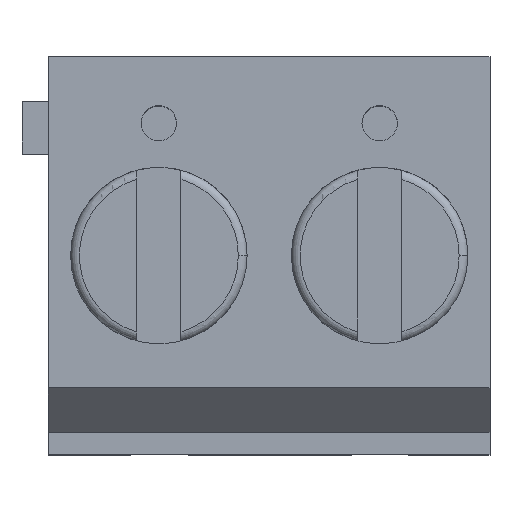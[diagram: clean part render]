
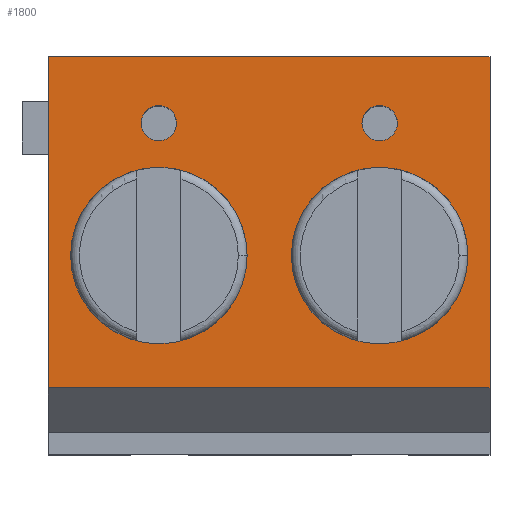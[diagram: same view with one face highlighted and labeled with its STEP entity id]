
A CAD part, top view. The second image highlights one B-rep face of the part: STEP entity #1800.
In plain terms, the highlighted planar face has unit normal (0, 0, 1).
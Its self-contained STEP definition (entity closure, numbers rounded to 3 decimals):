
#1493 = EDGE_CURVE('',#1494,#1496,#1498,.T.);
#1494 = VERTEX_POINT('',#1495);
#1495 = CARTESIAN_POINT('',(0.,1.5,12.6));
#1496 = VERTEX_POINT('',#1497);
#1497 = CARTESIAN_POINT('',(0.,9.,12.6));
#1498 = SURFACE_CURVE('',#1499,(#1503,#1515),.PCURVE_S1.);
#1499 = LINE('',#1500,#1501);
#1500 = CARTESIAN_POINT('',(0.,0.,12.6));
#1501 = VECTOR('',#1502,1.);
#1502 = DIRECTION('',(0.,1.,0.));
#1503 = PCURVE('',#1504,#1509);
#1504 = PLANE('',#1505);
#1505 = AXIS2_PLACEMENT_3D('',#1506,#1507,#1508);
#1506 = CARTESIAN_POINT('',(0.,0.,0.));
#1507 = DIRECTION('',(1.,0.,0.));
#1508 = DIRECTION('',(0.,0.,1.));
#1509 = DEFINITIONAL_REPRESENTATION('',(#1510),#1514);
#1510 = LINE('',#1511,#1512);
#1511 = CARTESIAN_POINT('',(12.6,0.));
#1512 = VECTOR('',#1513,1.);
#1513 = DIRECTION('',(0.,-1.));
#1514 = ( GEOMETRIC_REPRESENTATION_CONTEXT(2) 
PARAMETRIC_REPRESENTATION_CONTEXT() REPRESENTATION_CONTEXT('2D SPACE',''
  ) );
#1515 = PCURVE('',#1516,#1521);
#1516 = PLANE('',#1517);
#1517 = AXIS2_PLACEMENT_3D('',#1518,#1519,#1520);
#1518 = CARTESIAN_POINT('',(0.,0.,12.6));
#1519 = DIRECTION('',(0.,0.,1.));
#1520 = DIRECTION('',(1.,0.,0.));
#1521 = DEFINITIONAL_REPRESENTATION('',(#1522),#1526);
#1522 = LINE('',#1523,#1524);
#1523 = CARTESIAN_POINT('',(0.,0.));
#1524 = VECTOR('',#1525,1.);
#1525 = DIRECTION('',(0.,1.));
#1526 = ( GEOMETRIC_REPRESENTATION_CONTEXT(2) 
PARAMETRIC_REPRESENTATION_CONTEXT() REPRESENTATION_CONTEXT('2D SPACE',''
  ) );
#1544 = PLANE('',#1545);
#1545 = AXIS2_PLACEMENT_3D('',#1546,#1547,#1548);
#1546 = CARTESIAN_POINT('',(10.,1.,12.1));
#1547 = DIRECTION('',(0.,0.707,-0.707));
#1548 = DIRECTION('',(1.,0.,0.));
#1789 = PLANE('',#1790);
#1790 = AXIS2_PLACEMENT_3D('',#1791,#1792,#1793);
#1791 = CARTESIAN_POINT('',(0.,9.,0.));
#1792 = DIRECTION('',(0.,1.,0.));
#1793 = DIRECTION('',(0.,0.,1.));
#1800 = ADVANCED_FACE('',(#1801,#1876,#1907,#1938,#1969),#1516,.T.);
#1801 = FACE_BOUND('',#1802,.T.);
#1802 = EDGE_LOOP('',(#1803,#1804,#1827,#1855));
#1803 = ORIENTED_EDGE('',*,*,#1493,.F.);
#1804 = ORIENTED_EDGE('',*,*,#1805,.F.);
#1805 = EDGE_CURVE('',#1806,#1494,#1808,.T.);
#1806 = VERTEX_POINT('',#1807);
#1807 = CARTESIAN_POINT('',(10.,1.5,12.6));
#1808 = SURFACE_CURVE('',#1809,(#1813,#1820),.PCURVE_S1.);
#1809 = LINE('',#1810,#1811);
#1810 = CARTESIAN_POINT('',(10.,1.5,12.6));
#1811 = VECTOR('',#1812,1.);
#1812 = DIRECTION('',(-1.,0.,0.));
#1813 = PCURVE('',#1516,#1814);
#1814 = DEFINITIONAL_REPRESENTATION('',(#1815),#1819);
#1815 = LINE('',#1816,#1817);
#1816 = CARTESIAN_POINT('',(10.,1.5));
#1817 = VECTOR('',#1818,1.);
#1818 = DIRECTION('',(-1.,0.));
#1819 = ( GEOMETRIC_REPRESENTATION_CONTEXT(2) 
PARAMETRIC_REPRESENTATION_CONTEXT() REPRESENTATION_CONTEXT('2D SPACE',''
  ) );
#1820 = PCURVE('',#1544,#1821);
#1821 = DEFINITIONAL_REPRESENTATION('',(#1822),#1826);
#1822 = LINE('',#1823,#1824);
#1823 = CARTESIAN_POINT('',(-0.,-0.707));
#1824 = VECTOR('',#1825,1.);
#1825 = DIRECTION('',(-1.,0.));
#1826 = ( GEOMETRIC_REPRESENTATION_CONTEXT(2) 
PARAMETRIC_REPRESENTATION_CONTEXT() REPRESENTATION_CONTEXT('2D SPACE',''
  ) );
#1827 = ORIENTED_EDGE('',*,*,#1828,.T.);
#1828 = EDGE_CURVE('',#1806,#1829,#1831,.T.);
#1829 = VERTEX_POINT('',#1830);
#1830 = CARTESIAN_POINT('',(10.,9.,12.6));
#1831 = SURFACE_CURVE('',#1832,(#1836,#1843),.PCURVE_S1.);
#1832 = LINE('',#1833,#1834);
#1833 = CARTESIAN_POINT('',(10.,0.,12.6));
#1834 = VECTOR('',#1835,1.);
#1835 = DIRECTION('',(0.,1.,0.));
#1836 = PCURVE('',#1516,#1837);
#1837 = DEFINITIONAL_REPRESENTATION('',(#1838),#1842);
#1838 = LINE('',#1839,#1840);
#1839 = CARTESIAN_POINT('',(10.,0.));
#1840 = VECTOR('',#1841,1.);
#1841 = DIRECTION('',(0.,1.));
#1842 = ( GEOMETRIC_REPRESENTATION_CONTEXT(2) 
PARAMETRIC_REPRESENTATION_CONTEXT() REPRESENTATION_CONTEXT('2D SPACE',''
  ) );
#1843 = PCURVE('',#1844,#1849);
#1844 = PLANE('',#1845);
#1845 = AXIS2_PLACEMENT_3D('',#1846,#1847,#1848);
#1846 = CARTESIAN_POINT('',(10.,0.,0.));
#1847 = DIRECTION('',(1.,0.,0.));
#1848 = DIRECTION('',(0.,0.,1.));
#1849 = DEFINITIONAL_REPRESENTATION('',(#1850),#1854);
#1850 = LINE('',#1851,#1852);
#1851 = CARTESIAN_POINT('',(12.6,0.));
#1852 = VECTOR('',#1853,1.);
#1853 = DIRECTION('',(0.,-1.));
#1854 = ( GEOMETRIC_REPRESENTATION_CONTEXT(2) 
PARAMETRIC_REPRESENTATION_CONTEXT() REPRESENTATION_CONTEXT('2D SPACE',''
  ) );
#1855 = ORIENTED_EDGE('',*,*,#1856,.F.);
#1856 = EDGE_CURVE('',#1496,#1829,#1857,.T.);
#1857 = SURFACE_CURVE('',#1858,(#1862,#1869),.PCURVE_S1.);
#1858 = LINE('',#1859,#1860);
#1859 = CARTESIAN_POINT('',(0.,9.,12.6));
#1860 = VECTOR('',#1861,1.);
#1861 = DIRECTION('',(1.,0.,0.));
#1862 = PCURVE('',#1516,#1863);
#1863 = DEFINITIONAL_REPRESENTATION('',(#1864),#1868);
#1864 = LINE('',#1865,#1866);
#1865 = CARTESIAN_POINT('',(0.,9.));
#1866 = VECTOR('',#1867,1.);
#1867 = DIRECTION('',(1.,0.));
#1868 = ( GEOMETRIC_REPRESENTATION_CONTEXT(2) 
PARAMETRIC_REPRESENTATION_CONTEXT() REPRESENTATION_CONTEXT('2D SPACE',''
  ) );
#1869 = PCURVE('',#1789,#1870);
#1870 = DEFINITIONAL_REPRESENTATION('',(#1871),#1875);
#1871 = LINE('',#1872,#1873);
#1872 = CARTESIAN_POINT('',(12.6,0.));
#1873 = VECTOR('',#1874,1.);
#1874 = DIRECTION('',(0.,1.));
#1875 = ( GEOMETRIC_REPRESENTATION_CONTEXT(2) 
PARAMETRIC_REPRESENTATION_CONTEXT() REPRESENTATION_CONTEXT('2D SPACE',''
  ) );
#1876 = FACE_BOUND('',#1877,.T.);
#1877 = EDGE_LOOP('',(#1878));
#1878 = ORIENTED_EDGE('',*,*,#1879,.F.);
#1879 = EDGE_CURVE('',#1880,#1880,#1882,.T.);
#1880 = VERTEX_POINT('',#1881);
#1881 = CARTESIAN_POINT('',(2.9,7.5,12.6));
#1882 = SURFACE_CURVE('',#1883,(#1888,#1895),.PCURVE_S1.);
#1883 = CIRCLE('',#1884,0.4);
#1884 = AXIS2_PLACEMENT_3D('',#1885,#1886,#1887);
#1885 = CARTESIAN_POINT('',(2.5,7.5,12.6));
#1886 = DIRECTION('',(0.,0.,1.));
#1887 = DIRECTION('',(1.,0.,0.));
#1888 = PCURVE('',#1516,#1889);
#1889 = DEFINITIONAL_REPRESENTATION('',(#1890),#1894);
#1890 = CIRCLE('',#1891,0.4);
#1891 = AXIS2_PLACEMENT_2D('',#1892,#1893);
#1892 = CARTESIAN_POINT('',(2.5,7.5));
#1893 = DIRECTION('',(1.,0.));
#1894 = ( GEOMETRIC_REPRESENTATION_CONTEXT(2) 
PARAMETRIC_REPRESENTATION_CONTEXT() REPRESENTATION_CONTEXT('2D SPACE',''
  ) );
#1895 = PCURVE('',#1896,#1901);
#1896 = CYLINDRICAL_SURFACE('',#1897,0.4);
#1897 = AXIS2_PLACEMENT_3D('',#1898,#1899,#1900);
#1898 = CARTESIAN_POINT('',(2.5,7.5,3.));
#1899 = DIRECTION('',(0.,0.,1.));
#1900 = DIRECTION('',(1.,0.,0.));
#1901 = DEFINITIONAL_REPRESENTATION('',(#1902),#1906);
#1902 = LINE('',#1903,#1904);
#1903 = CARTESIAN_POINT('',(0.,9.6));
#1904 = VECTOR('',#1905,1.);
#1905 = DIRECTION('',(1.,0.));
#1906 = ( GEOMETRIC_REPRESENTATION_CONTEXT(2) 
PARAMETRIC_REPRESENTATION_CONTEXT() REPRESENTATION_CONTEXT('2D SPACE',''
  ) );
#1907 = FACE_BOUND('',#1908,.T.);
#1908 = EDGE_LOOP('',(#1909));
#1909 = ORIENTED_EDGE('',*,*,#1910,.F.);
#1910 = EDGE_CURVE('',#1911,#1911,#1913,.T.);
#1911 = VERTEX_POINT('',#1912);
#1912 = CARTESIAN_POINT('',(7.9,7.5,12.6));
#1913 = SURFACE_CURVE('',#1914,(#1919,#1926),.PCURVE_S1.);
#1914 = CIRCLE('',#1915,0.4);
#1915 = AXIS2_PLACEMENT_3D('',#1916,#1917,#1918);
#1916 = CARTESIAN_POINT('',(7.5,7.5,12.6));
#1917 = DIRECTION('',(0.,0.,1.));
#1918 = DIRECTION('',(1.,0.,0.));
#1919 = PCURVE('',#1516,#1920);
#1920 = DEFINITIONAL_REPRESENTATION('',(#1921),#1925);
#1921 = CIRCLE('',#1922,0.4);
#1922 = AXIS2_PLACEMENT_2D('',#1923,#1924);
#1923 = CARTESIAN_POINT('',(7.5,7.5));
#1924 = DIRECTION('',(1.,0.));
#1925 = ( GEOMETRIC_REPRESENTATION_CONTEXT(2) 
PARAMETRIC_REPRESENTATION_CONTEXT() REPRESENTATION_CONTEXT('2D SPACE',''
  ) );
#1926 = PCURVE('',#1927,#1932);
#1927 = CYLINDRICAL_SURFACE('',#1928,0.4);
#1928 = AXIS2_PLACEMENT_3D('',#1929,#1930,#1931);
#1929 = CARTESIAN_POINT('',(7.5,7.5,3.));
#1930 = DIRECTION('',(0.,0.,1.));
#1931 = DIRECTION('',(1.,0.,0.));
#1932 = DEFINITIONAL_REPRESENTATION('',(#1933),#1937);
#1933 = LINE('',#1934,#1935);
#1934 = CARTESIAN_POINT('',(0.,9.6));
#1935 = VECTOR('',#1936,1.);
#1936 = DIRECTION('',(1.,0.));
#1937 = ( GEOMETRIC_REPRESENTATION_CONTEXT(2) 
PARAMETRIC_REPRESENTATION_CONTEXT() REPRESENTATION_CONTEXT('2D SPACE',''
  ) );
#1938 = FACE_BOUND('',#1939,.T.);
#1939 = EDGE_LOOP('',(#1940));
#1940 = ORIENTED_EDGE('',*,*,#1941,.F.);
#1941 = EDGE_CURVE('',#1942,#1942,#1944,.T.);
#1942 = VERTEX_POINT('',#1943);
#1943 = CARTESIAN_POINT('',(4.5,4.5,12.6));
#1944 = SURFACE_CURVE('',#1945,(#1950,#1957),.PCURVE_S1.);
#1945 = CIRCLE('',#1946,2.);
#1946 = AXIS2_PLACEMENT_3D('',#1947,#1948,#1949);
#1947 = CARTESIAN_POINT('',(2.5,4.5,12.6));
#1948 = DIRECTION('',(0.,0.,1.));
#1949 = DIRECTION('',(1.,0.,0.));
#1950 = PCURVE('',#1516,#1951);
#1951 = DEFINITIONAL_REPRESENTATION('',(#1952),#1956);
#1952 = CIRCLE('',#1953,2.);
#1953 = AXIS2_PLACEMENT_2D('',#1954,#1955);
#1954 = CARTESIAN_POINT('',(2.5,4.5));
#1955 = DIRECTION('',(1.,0.));
#1956 = ( GEOMETRIC_REPRESENTATION_CONTEXT(2) 
PARAMETRIC_REPRESENTATION_CONTEXT() REPRESENTATION_CONTEXT('2D SPACE',''
  ) );
#1957 = PCURVE('',#1958,#1963);
#1958 = CYLINDRICAL_SURFACE('',#1959,2.);
#1959 = AXIS2_PLACEMENT_3D('',#1960,#1961,#1962);
#1960 = CARTESIAN_POINT('',(2.5,4.5,0.5));
#1961 = DIRECTION('',(0.,0.,1.));
#1962 = DIRECTION('',(1.,0.,0.));
#1963 = DEFINITIONAL_REPRESENTATION('',(#1964),#1968);
#1964 = LINE('',#1965,#1966);
#1965 = CARTESIAN_POINT('',(0.,12.1));
#1966 = VECTOR('',#1967,1.);
#1967 = DIRECTION('',(1.,0.));
#1968 = ( GEOMETRIC_REPRESENTATION_CONTEXT(2) 
PARAMETRIC_REPRESENTATION_CONTEXT() REPRESENTATION_CONTEXT('2D SPACE',''
  ) );
#1969 = FACE_BOUND('',#1970,.T.);
#1970 = EDGE_LOOP('',(#1971));
#1971 = ORIENTED_EDGE('',*,*,#1972,.F.);
#1972 = EDGE_CURVE('',#1973,#1973,#1975,.T.);
#1973 = VERTEX_POINT('',#1974);
#1974 = CARTESIAN_POINT('',(9.5,4.5,12.6));
#1975 = SURFACE_CURVE('',#1976,(#1981,#1988),.PCURVE_S1.);
#1976 = CIRCLE('',#1977,2.);
#1977 = AXIS2_PLACEMENT_3D('',#1978,#1979,#1980);
#1978 = CARTESIAN_POINT('',(7.5,4.5,12.6));
#1979 = DIRECTION('',(0.,0.,1.));
#1980 = DIRECTION('',(1.,0.,0.));
#1981 = PCURVE('',#1516,#1982);
#1982 = DEFINITIONAL_REPRESENTATION('',(#1983),#1987);
#1983 = CIRCLE('',#1984,2.);
#1984 = AXIS2_PLACEMENT_2D('',#1985,#1986);
#1985 = CARTESIAN_POINT('',(7.5,4.5));
#1986 = DIRECTION('',(1.,0.));
#1987 = ( GEOMETRIC_REPRESENTATION_CONTEXT(2) 
PARAMETRIC_REPRESENTATION_CONTEXT() REPRESENTATION_CONTEXT('2D SPACE',''
  ) );
#1988 = PCURVE('',#1989,#1994);
#1989 = CYLINDRICAL_SURFACE('',#1990,2.);
#1990 = AXIS2_PLACEMENT_3D('',#1991,#1992,#1993);
#1991 = CARTESIAN_POINT('',(7.5,4.5,0.5));
#1992 = DIRECTION('',(0.,0.,1.));
#1993 = DIRECTION('',(1.,0.,0.));
#1994 = DEFINITIONAL_REPRESENTATION('',(#1995),#1999);
#1995 = LINE('',#1996,#1997);
#1996 = CARTESIAN_POINT('',(0.,12.1));
#1997 = VECTOR('',#1998,1.);
#1998 = DIRECTION('',(1.,0.));
#1999 = ( GEOMETRIC_REPRESENTATION_CONTEXT(2) 
PARAMETRIC_REPRESENTATION_CONTEXT() REPRESENTATION_CONTEXT('2D SPACE',''
  ) );
